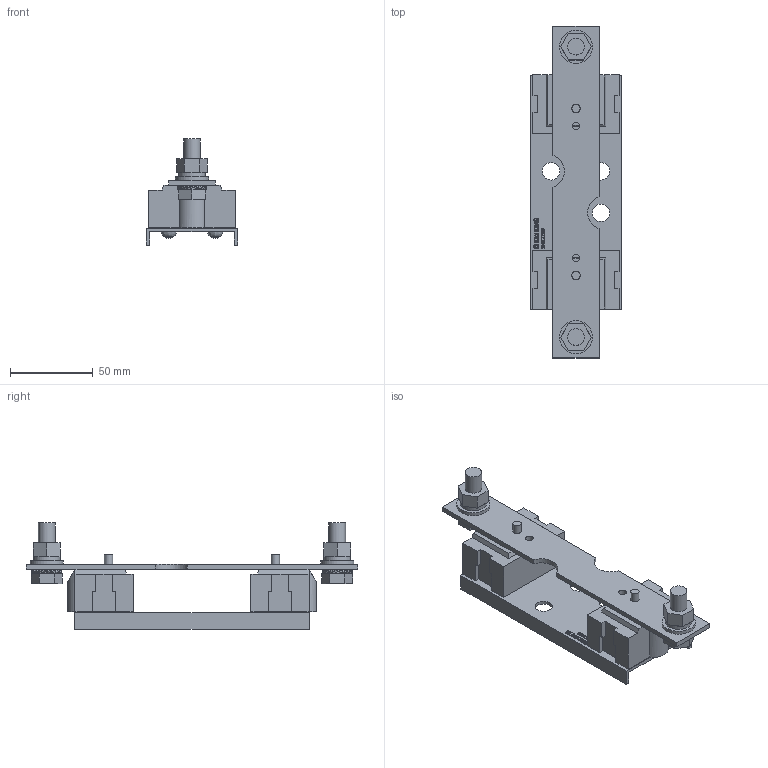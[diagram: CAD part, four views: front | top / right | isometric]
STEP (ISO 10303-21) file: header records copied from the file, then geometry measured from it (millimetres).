
FILE_DESCRIPTION(/* description */ (''),/* implementation_level */ '2;1');
FILE_NAME(/* name */ '3NG2200_000156300V.stp',/* time_stamp */ '2024-10-07T09:52:58+02:00',/* author */ (''),/* organization */ (''),/* preprocessor_version */ 'ST-DEVELOPER v18.101',/* originating_system */ 'SIEMENS PLM Software NX 2007',/* authorisation */ '');
FILE_SCHEMA (('AUTOMOTIVE_DESIGN { 1 0 10303 214 3 1 1 1 }'));
Length unit declared in the file: millimetre
Products named in the file (1): 3NG2200_000156300V
Bounding box: 55 x 200 x 64 mm (x, y, z)
Volume: 124073.3 mm3; surface area: 54888.6 mm2
Topology: 1 solids, 9 shells, 704 faces, 1889 edges, 1199 vertices
Faces by surface type: plane 347, cylinder 186, bspline 124, extrusion 25, cone 18, sphere 4
Full cylindrical faces by diameter (mm): 3.7 x4, 4.65 x2, 4.8 x4, 5 x4, 5.8 x2, 6 x4, 6.5 x4, 10 x4, 10.5 x5, 11 x2, 16 x2, 20 x2
Entity records: 30338 total; most frequent: CARTESIAN_POINT 10936, ORIENTED_EDGE 3566, DIRECTION 2675, EDGE_CURVE 1783, VERTEX_POINT 1162, VECTOR 1087, LINE 1062, EDGE_LOOP 853
